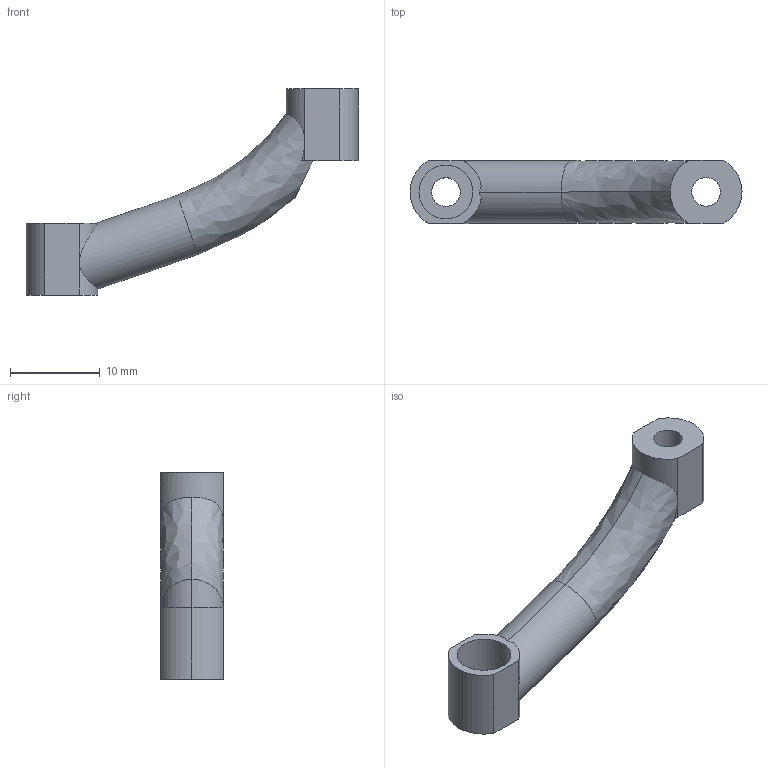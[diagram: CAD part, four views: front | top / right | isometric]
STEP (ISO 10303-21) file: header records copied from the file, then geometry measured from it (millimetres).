
FILE_DESCRIPTION (( 'STEP AP203' ), '1' );
FILE_NAME ('lever-vertical.step', '2015-02-17T12:47:47', ( 'Cesar' ), ( '' ), 'SwSTEP 2.0', 'SolidWorks 2013', '' );
FILE_SCHEMA (( 'CONFIG_CONTROL_DESIGN' ));
Length unit declared in the file: millimetre
Products named in the file (1): lever-vertical
Bounding box: 37 x 7 x 23 mm (x, y, z)
Volume: 1411.5 mm3; surface area: 1321 mm2
Topology: 1 solids, 1 shells, 32 faces, 80 edges, 51 vertices
Faces by surface type: cylinder 20, plane 10, bspline 2
Entity records: 1269 total; most frequent: CARTESIAN_POINT 430, ORIENTED_EDGE 160, DIRECTION 158, EDGE_CURVE 80, AXIS2_PLACEMENT_3D 63, VERTEX_POINT 51, EDGE_LOOP 37, LINE 32
